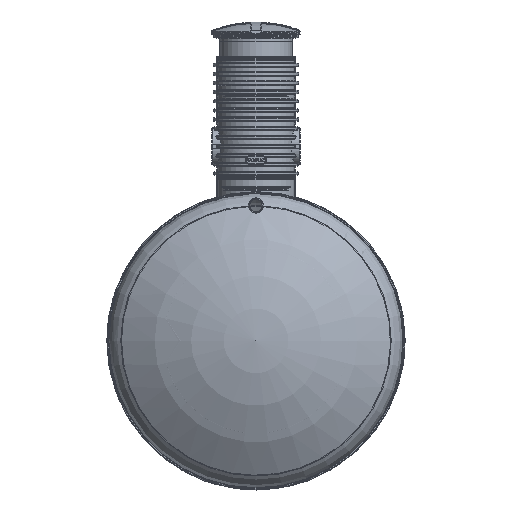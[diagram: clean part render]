
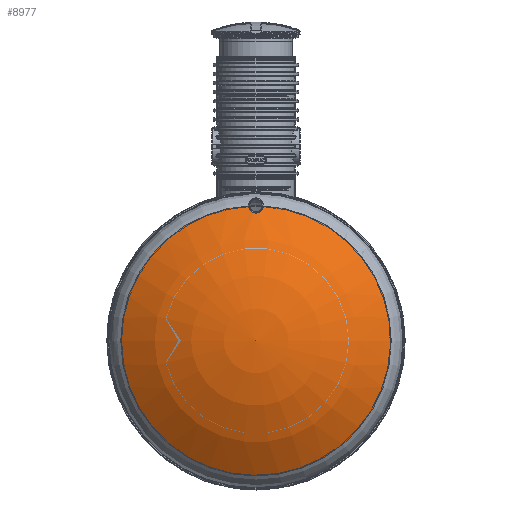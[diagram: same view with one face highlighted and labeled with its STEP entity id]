
A CAD part, front view. The second image highlights one B-rep face of the part: STEP entity #8977.
In plain terms, the highlighted toroidal (fillet/blend) face has major radius 3.957 mm and minor radius 2000 mm.
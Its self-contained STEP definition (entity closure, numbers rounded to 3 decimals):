
#18=DEGENERATE_TOROIDAL_SURFACE('',#10185,3.957,2000.,.F.);
#25=VERTEX_LOOP('',#6009);
#1569=B_SPLINE_CURVE_WITH_KNOTS('',3,(#21312,#21313,#21314,#21315,#21316,
#21317,#21318,#21319,#21320,#21321,#21322,#21323,#21324,#21325,#21326,#21327,
#21328,#21329,#21330,#21331,#21332,#21333,#21334,#21335,#21336,#21337,#21338,
#21339,#21340),.UNSPECIFIED.,.F.,.F.,(4,1,1,1,1,1,1,1,1,1,1,1,1,1,1,1,1,
1,1,1,1,1,1,1,1,1,4),(0.,0.012,0.023,
0.029,0.035,0.046,0.052,
0.058,0.064,0.07,0.075,
0.081,0.087,0.093,0.099,
0.104,0.116,0.122,0.127,
0.133,0.139,0.151,0.156,
0.162,0.168,0.174,0.185),
 .UNSPECIFIED.);
#3926=ORIENTED_EDGE('',*,*,#5140,.F.);
#3927=ORIENTED_EDGE('',*,*,#5141,.T.);
#5140=EDGE_CURVE('',#6007,#6008,#6538,.T.);
#5141=EDGE_CURVE('',#6007,#6008,#1569,.T.);
#6007=VERTEX_POINT('',#21310);
#6008=VERTEX_POINT('',#21311);
#6009=VERTEX_POINT('',#21341);
#6538=CIRCLE('',#10186,1151.714);
#7364=EDGE_LOOP('',(#3926,#3927));
#8209=FACE_BOUND('',#7364,.T.);
#8210=FACE_BOUND('',#25,.T.);
#8977=ADVANCED_FACE('',(#8209,#8210),#18,.F.);
#10185=AXIS2_PLACEMENT_3D('',#21308,#12660,#12661);
#10186=AXIS2_PLACEMENT_3D('',#21309,#12662,#12663);
#12660=DIRECTION('',(0.,0.,-1.));
#12661=DIRECTION('',(-1.,0.,0.));
#12662=DIRECTION('',(0.,0.,-1.));
#12663=DIRECTION('',(-1.,0.,0.));
#21308=CARTESIAN_POINT('',(0.,0.,-1552.241));
#21309=CARTESIAN_POINT('',(0.,0.,80.066));
#21310=CARTESIAN_POINT('',(54.96,1150.402,80.066));
#21311=CARTESIAN_POINT('',(-54.96,1150.402,80.066));
#21312=CARTESIAN_POINT('',(54.96,1150.402,80.066));
#21313=CARTESIAN_POINT('',(54.838,1147.203,82.332));
#21314=CARTESIAN_POINT('',(54.04,1140.891,86.795));
#21315=CARTESIAN_POINT('',(51.697,1133.234,92.187));
#21316=CARTESIAN_POINT('',(48.933,1127.223,96.408));
#21317=CARTESIAN_POINT('',(45.602,1121.438,100.462));
#21318=CARTESIAN_POINT('',(41.469,1116.075,104.21));
#21319=CARTESIAN_POINT('',(36.384,1111.138,107.653));
#21320=CARTESIAN_POINT('',(32.19,1107.796,109.98));
#21321=CARTESIAN_POINT('',(27.626,1104.834,112.04));
#21322=CARTESIAN_POINT('',(22.613,1102.256,113.83));
#21323=CARTESIAN_POINT('',(17.325,1100.198,115.258));
#21324=CARTESIAN_POINT('',(11.832,1098.685,116.307));
#21325=CARTESIAN_POINT('',(6.06,1097.729,116.97));
#21326=CARTESIAN_POINT('',(0.179,1097.397,117.199));
#21327=CARTESIAN_POINT('',(-5.62,1097.683,117.001));
#21328=CARTESIAN_POINT('',(-13.383,1098.903,116.156));
#21329=CARTESIAN_POINT('',(-20.637,1101.274,114.512));
#21330=CARTESIAN_POINT('',(-27.361,1104.68,112.147));
#21331=CARTESIAN_POINT('',(-31.962,1107.632,110.094));
#21332=CARTESIAN_POINT('',(-36.199,1110.975,107.766));
#21333=CARTESIAN_POINT('',(-41.302,1115.887,104.342));
#21334=CARTESIAN_POINT('',(-45.491,1121.267,100.582));
#21335=CARTESIAN_POINT('',(-48.867,1127.096,96.497));
#21336=CARTESIAN_POINT('',(-50.938,1131.565,93.359));
#21337=CARTESIAN_POINT('',(-52.587,1136.144,90.138));
#21338=CARTESIAN_POINT('',(-54.234,1142.402,85.727));
#21339=CARTESIAN_POINT('',(-54.838,1147.197,82.337));
#21340=CARTESIAN_POINT('',(-54.96,1150.402,80.066));
#21341=CARTESIAN_POINT('',(0.,0.,447.755));
